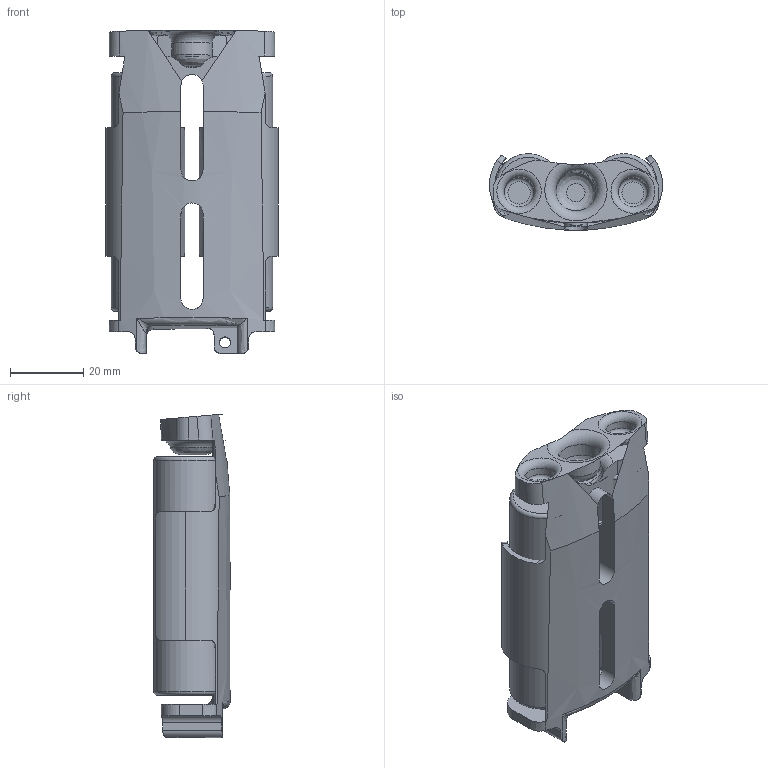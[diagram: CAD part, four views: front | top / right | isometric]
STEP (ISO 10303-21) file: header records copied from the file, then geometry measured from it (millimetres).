
FILE_DESCRIPTION(/* description */ (''),/* implementation_level */ '2;1');
FILE_NAME(/* name */ 'ACWA_18650-BATTERIE_LATERAL_slave.step',/* time_stamp */ '2024-04-08T14:47:21+02:00',/* author */ (''),/* organization */ (''),/* preprocessor_version */ 'ST-DEVELOPER v20',/* originating_system */ 'Autodesk Translation Framework v12.20.1.177',/* authorisation */ '');
FILE_SCHEMA (('AUTOMOTIVE_DESIGN { 1 0 10303 214 3 1 1 }'));
Length unit declared in the file: millimetre
Products named in the file (1): ACWA_18650-UNITAIRE (1)
Bounding box: 46.98 x 20.76 x 88.16 mm (x, y, z)
Volume: 49508 mm3; surface area: 21867.5 mm2
Topology: 3 solids, 3 shells, 136 faces, 394 edges, 263 vertices
Faces by surface type: cylinder 57, plane 55, torus 12, bspline 11, cone 1
Full cylindrical faces by diameter (mm): 3 x1, 8 x1, 8.111 x1, 11 x1, 18 x2
Entity records: 5987 total; most frequent: CARTESIAN_POINT 2488, ORIENTED_EDGE 786, DIRECTION 657, EDGE_CURVE 393, VERTEX_POINT 263, AXIS2_PLACEMENT_3D 252, LINE 153, VECTOR 153
